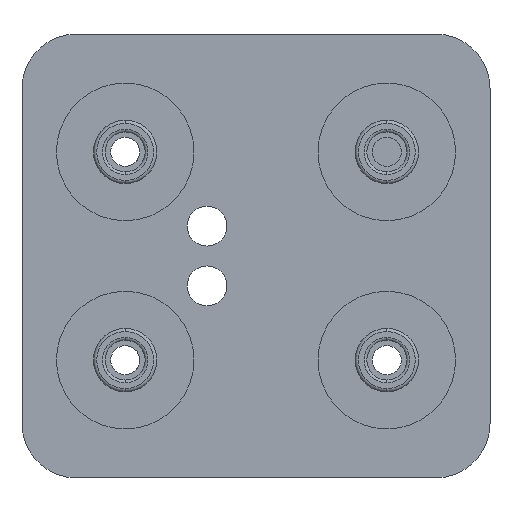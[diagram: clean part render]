
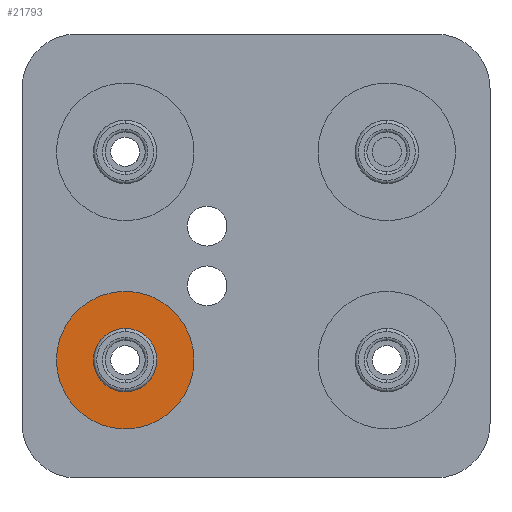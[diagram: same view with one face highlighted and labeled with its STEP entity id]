
A CAD part, left-side view. The second image highlights one B-rep face of the part: STEP entity #21793.
In plain terms, the highlighted planar face has unit normal (-1, 0, 0).
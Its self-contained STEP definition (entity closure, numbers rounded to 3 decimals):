
#183 = CARTESIAN_POINT ( 'NONE',  ( -25.345, 7.17, 1.528 ) ) ;
#449 = DIRECTION ( 'NONE',  ( 1., 0., 0. ) ) ;
#691 = AXIS2_PLACEMENT_3D ( 'NONE', #14341, #16539, #23396 ) ;
#719 = CARTESIAN_POINT ( 'NONE',  ( -25.345, 7.17, 0.378 ) ) ;
#1173 = ORIENTED_EDGE ( 'NONE', *, *, #3319, .F. ) ;
#2271 = CARTESIAN_POINT ( 'NONE',  ( -25.345, 7.17, -0.772 ) ) ;
#2716 = DIRECTION ( 'NONE',  ( 0., 0., -1. ) ) ;
#2899 = DIRECTION ( 'NONE',  ( 0., 0., -1. ) ) ;
#3063 = EDGE_CURVE ( 'NONE', #10123, #10186, #20617, .T. ) ;
#3319 = EDGE_CURVE ( 'NONE', #11806, #28317, #5144, .T. ) ;
#5144 = CIRCLE ( 'NONE', #691, 3.8 ) ;
#6000 = AXIS2_PLACEMENT_3D ( 'NONE', #9555, #449, #2716 ) ;
#6883 = EDGE_LOOP ( 'NONE', ( #20897, #14332 ) ) ;
#7406 = PLANE ( 'NONE',  #14985 ) ;
#7566 = CARTESIAN_POINT ( 'NONE',  ( -25.345, 7.17, 4.178 ) ) ;
#8640 = AXIS2_PLACEMENT_3D ( 'NONE', #17405, #28304, #10692 ) ;
#9555 = CARTESIAN_POINT ( 'NONE',  ( -25.345, 7.17, 0.378 ) ) ;
#9893 = CARTESIAN_POINT ( 'NONE',  ( -25.345, 7.17, -3.423 ) ) ;
#10123 = VERTEX_POINT ( 'NONE', #183 ) ;
#10186 = VERTEX_POINT ( 'NONE', #2271 ) ;
#10692 = DIRECTION ( 'NONE',  ( 0., 0., -1. ) ) ;
#11806 = VERTEX_POINT ( 'NONE', #9893 ) ;
#12143 = CIRCLE ( 'NONE', #8640, 1.15 ) ;
#12184 = DIRECTION ( 'NONE',  ( 0., 0., -1. ) ) ;
#14332 = ORIENTED_EDGE ( 'NONE', *, *, #3063, .T. ) ;
#14341 = CARTESIAN_POINT ( 'NONE',  ( -25.345, 7.17, 0.378 ) ) ;
#14985 = AXIS2_PLACEMENT_3D ( 'NONE', #719, #24936, #2899 ) ;
#15051 = FACE_OUTER_BOUND ( 'NONE', #22774, .T. ) ;
#16539 = DIRECTION ( 'NONE',  ( 1., 0., 0. ) ) ;
#16586 = CARTESIAN_POINT ( 'NONE',  ( -25.345, 7.17, 0.378 ) ) ;
#16687 = DIRECTION ( 'NONE',  ( 1., 0., 0. ) ) ;
#17405 = CARTESIAN_POINT ( 'NONE',  ( -25.345, 7.17, 0.378 ) ) ;
#18865 = AXIS2_PLACEMENT_3D ( 'NONE', #16586, #16687, #12184 ) ;
#20526 = FACE_BOUND ( 'NONE', #6883, .T. ) ;
#20617 = CIRCLE ( 'NONE', #6000, 1.15 ) ;
#20897 = ORIENTED_EDGE ( 'NONE', *, *, #25669, .T. ) ;
#21793 = ADVANCED_FACE ( 'NONE', ( #15051, #20526 ), #7406, .F. ) ;
#22774 = EDGE_LOOP ( 'NONE', ( #27385, #1173 ) ) ;
#23396 = DIRECTION ( 'NONE',  ( 0., 0., -1. ) ) ;
#24427 = CIRCLE ( 'NONE', #18865, 3.8 ) ;
#24936 = DIRECTION ( 'NONE',  ( 1., 0., 0. ) ) ;
#25669 = EDGE_CURVE ( 'NONE', #10186, #10123, #12143, .T. ) ;
#26459 = EDGE_CURVE ( 'NONE', #28317, #11806, #24427, .T. ) ;
#27385 = ORIENTED_EDGE ( 'NONE', *, *, #26459, .F. ) ;
#28304 = DIRECTION ( 'NONE',  ( 1., 0., 0. ) ) ;
#28317 = VERTEX_POINT ( 'NONE', #7566 ) ;
